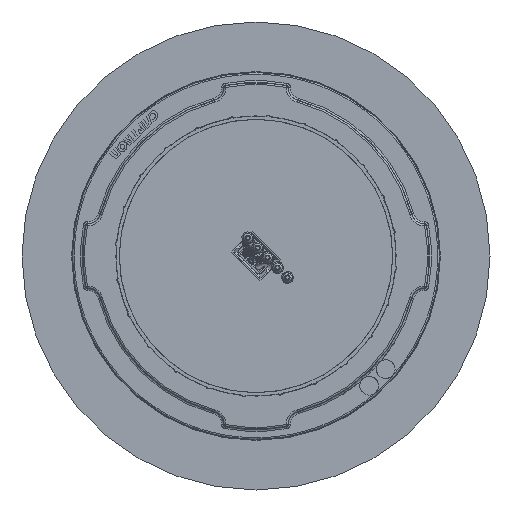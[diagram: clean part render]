
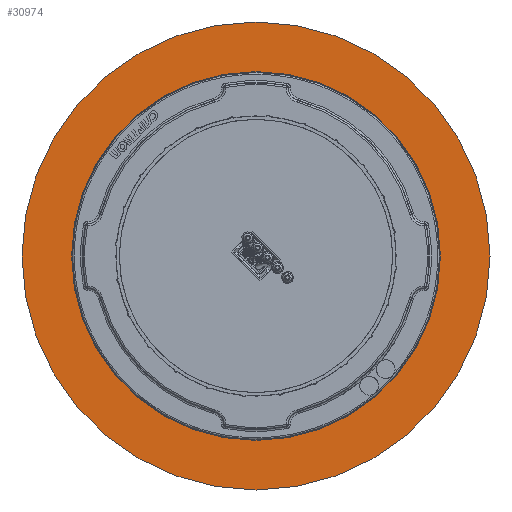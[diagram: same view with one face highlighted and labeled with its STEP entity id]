
A CAD part, front view. The second image highlights one B-rep face of the part: STEP entity #30974.
In plain terms, the highlighted planar face has unit normal (0, -1, 0).
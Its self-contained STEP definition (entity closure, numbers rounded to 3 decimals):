
#10304 = PLANE ( 'NONE',  #21787 ) ;
#11933 = CIRCLE ( 'NONE', #31742, 50. ) ;
#14835 = VERTEX_POINT ( 'NONE', #26284 ) ;
#14849 = CARTESIAN_POINT ( 'NONE',  ( 0., 3.851, 0. ) ) ;
#16295 = DIRECTION ( 'NONE',  ( 0., -1., 0. ) ) ;
#17365 = DIRECTION ( 'NONE',  ( 0., -1., 0. ) ) ;
#17633 = CARTESIAN_POINT ( 'NONE',  ( 0., 3.851, 0. ) ) ;
#19379 = CARTESIAN_POINT ( 'NONE',  ( 0., 3.851, 0. ) ) ;
#21368 = EDGE_CURVE ( 'NONE', #14835, #14835, #24189, .T. ) ;
#21644 = CARTESIAN_POINT ( 'NONE',  ( 0., 3.851, -50. ) ) ;
#21787 = AXIS2_PLACEMENT_3D ( 'NONE', #19379, #16295, #22504 ) ;
#22051 = EDGE_LOOP ( 'NONE', ( #32951 ) ) ;
#22504 = DIRECTION ( 'NONE',  ( 0., 0., -1. ) ) ;
#23283 = DIRECTION ( 'NONE',  ( 0., 0., -1. ) ) ;
#24189 = CIRCLE ( 'NONE', #35940, 39.4 ) ;
#24853 = FACE_BOUND ( 'NONE', #22051, .T. ) ;
#26132 = ORIENTED_EDGE ( 'NONE', *, *, #32550, .T. ) ;
#26284 = CARTESIAN_POINT ( 'NONE',  ( 39.4, 3.851, 0. ) ) ;
#26684 = DIRECTION ( 'NONE',  ( 1., 0., 0. ) ) ;
#26909 = EDGE_LOOP ( 'NONE', ( #26132 ) ) ;
#30974 = ADVANCED_FACE ( 'NONE', ( #24853, #37041 ), #10304, .T. ) ;
#31742 = AXIS2_PLACEMENT_3D ( 'NONE', #17633, #35476, #23283 ) ;
#32550 = EDGE_CURVE ( 'NONE', #35580, #35580, #11933, .T. ) ;
#32951 = ORIENTED_EDGE ( 'NONE', *, *, #21368, .F. ) ;
#35476 = DIRECTION ( 'NONE',  ( 0., -1., 0. ) ) ;
#35580 = VERTEX_POINT ( 'NONE', #21644 ) ;
#35940 = AXIS2_PLACEMENT_3D ( 'NONE', #14849, #17365, #26684 ) ;
#37041 = FACE_OUTER_BOUND ( 'NONE', #26909, .T. ) ;
